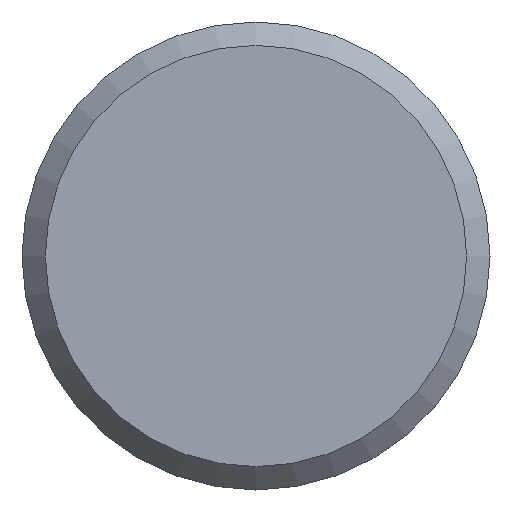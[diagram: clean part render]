
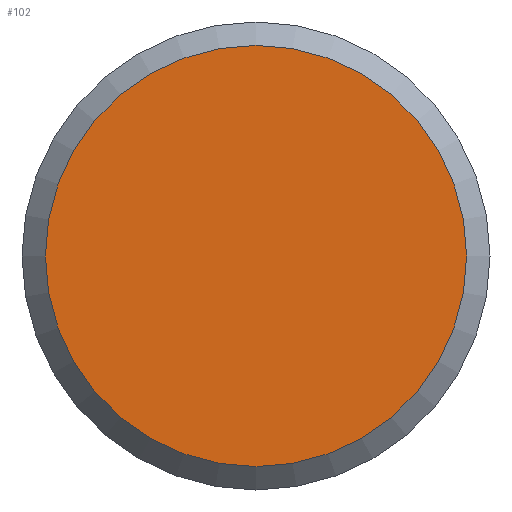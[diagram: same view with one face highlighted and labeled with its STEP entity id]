
A CAD part, front view. The second image highlights one B-rep face of the part: STEP entity #102.
In plain terms, the highlighted planar face has unit normal (0, -1, 0).
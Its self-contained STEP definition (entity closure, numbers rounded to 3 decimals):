
#102 = ADVANCED_FACE( '', ( #230 ), #231, .F. );
#230 = FACE_OUTER_BOUND( '', #388, .T. );
#231 = PLANE( '', #389 );
#388 = EDGE_LOOP( '', ( #630 ) );
#389 = AXIS2_PLACEMENT_3D( '', #631, #632, #633 );
#630 = ORIENTED_EDGE( '', *, *, #963, .T. );
#631 = CARTESIAN_POINT( '', ( 9., 0., 0. ) );
#632 = DIRECTION( '', ( 0., 1., 0. ) );
#633 = DIRECTION( '', ( -1., 0., 0. ) );
#963 = EDGE_CURVE( '', #1173, #1173, #1174, .T. );
#1173 = VERTEX_POINT( '', #1504 );
#1174 = CIRCLE( '', #1505, 9. );
#1504 = CARTESIAN_POINT( '', ( 9., 0., 0. ) );
#1505 = AXIS2_PLACEMENT_3D( '', #1799, #1800, #1801 );
#1799 = CARTESIAN_POINT( '', ( 0., 0., 0. ) );
#1800 = DIRECTION( '', ( 0., -1., 0. ) );
#1801 = DIRECTION( '', ( 1., 0., 0. ) );
